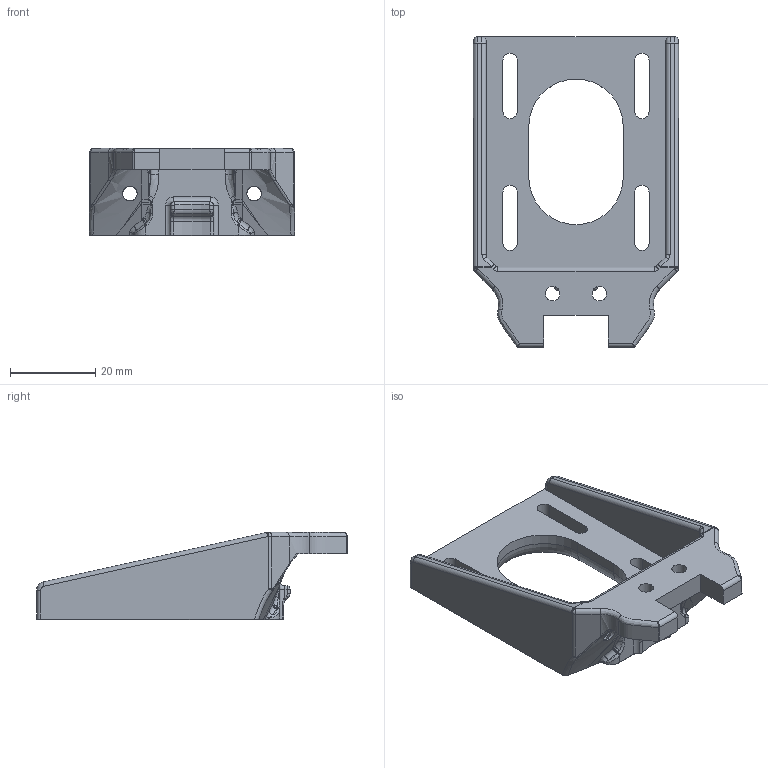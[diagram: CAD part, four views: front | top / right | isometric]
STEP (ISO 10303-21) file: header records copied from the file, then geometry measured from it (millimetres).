
FILE_DESCRIPTION(/* description */ (''),/* implementation_level */ '2;1');
FILE_NAME(/* name */ 'Motor mount.stp',/* time_stamp */ '2024-08-09T23:29:41-06:00',/* author */ ('PC'),/* organization */ (''),/* preprocessor_version */ 'ST-DEVELOPER v20',/* originating_system */ 'Autodesk Inventor 2025',/* authorisation */ '');
FILE_SCHEMA (('AUTOMOTIVE_DESIGN { 1 0 10303 214 3 1 1 }'));
Length unit declared in the file: millimetre
Products named in the file (1): Motor mount
Bounding box: 48.2 x 73.1 x 20.51 mm (x, y, z)
Volume: 17281.5 mm3; surface area: 10449.5 mm2
Topology: 1 solids, 1 shells, 251 faces, 631 edges, 378 vertices
Faces by surface type: bspline 100, cylinder 76, plane 50, cone 10, sphere 8, torus 7
Full cylindrical faces by diameter (mm): 3.4 x4, 6.75 x2
Entity records: 10886 total; most frequent: CARTESIAN_POINT 5267, ORIENTED_EDGE 1254, DIRECTION 1015, EDGE_CURVE 627, AXIS2_PLACEMENT_3D 389, VERTEX_POINT 378, EDGE_LOOP 269, FACE_OUTER_BOUND 251
